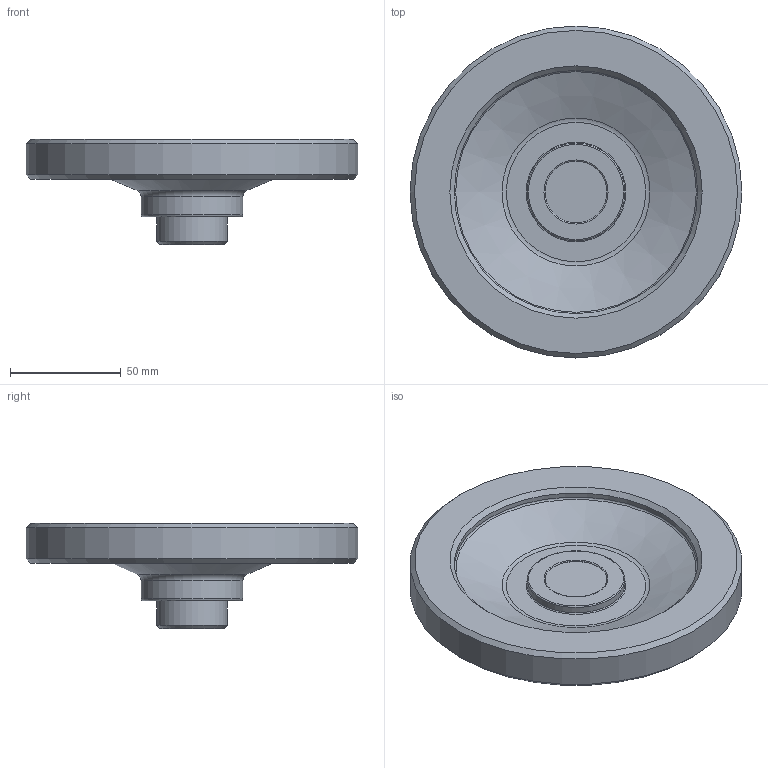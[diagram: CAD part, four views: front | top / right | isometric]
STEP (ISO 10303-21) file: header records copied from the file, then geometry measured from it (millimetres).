
FILE_DESCRIPTION( ( 'Unknown' ), '1' );
FILE_NAME( '7101016_VPRA150.stp', 'Unknown', ( 'Unknown' ), ( 'Unknown' ), 'PSStep 11.0', 'Unknown', ' ' );
FILE_SCHEMA( ( 'AUTOMOTIVE_DESIGN { 1 0 10303 214 1 1 1 1 }' ) );
Length unit declared in the file: millimetre
Products named in the file (1): 7101016
Bounding box: 150 x 150 x 47.5 mm (x, y, z)
Volume: 233261.9 mm3; surface area: 50188.2 mm2
Topology: 1 solids, 1 shells, 35 faces, 74 edges, 46 vertices
Faces by surface type: torus 10, cone 9, cylinder 8, plane 7, bspline 1
Full cylindrical faces by diameter (mm): 6 x1, 28 x1, 32 x1, 44 x1, 46 x1, 110 x1, 150 x1
Entity records: 1397 total; most frequent: CARTESIAN_POINT 478, DIRECTION 136, ORIENTED_EDGE 90, AXIS2_PLACEMENT_3D 68, EDGE_LOOP 62, FACE_OUTER_BOUND 49, EDGE_CURVE 45, VERTEX_POINT 40
